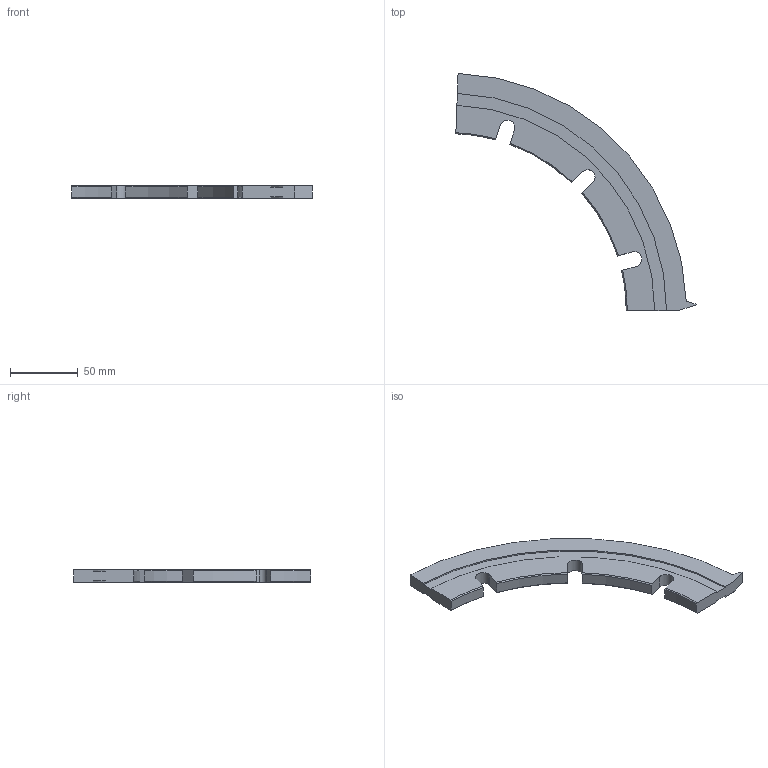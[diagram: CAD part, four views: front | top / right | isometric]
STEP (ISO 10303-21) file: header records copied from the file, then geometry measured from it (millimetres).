
FILE_DESCRIPTION (( 'STEP AP203' ), '1' );
FILE_NAME ('M5410.STEP', '2022-04-22T21:04:05', ( '' ), ( '' ), 'SwSTEP 2.0', 'SolidWorks 2020', '' );
FILE_SCHEMA (( 'CONFIG_CONTROL_DESIGN' ));
Length unit declared in the file: inch
Products named in the file (1): M5410
Bounding box: 176.94 x 174.51 x 9.49 mm (x, y, z)
Volume: 88663.4 mm3; surface area: 26856.7 mm2
Topology: 1 solids, 1 shells, 42 faces, 118 edges, 78 vertices
Faces by surface type: plane 18, cylinder 14, cone 8, torus 2
Entity records: 1460 total; most frequent: CARTESIAN_POINT 275, ORIENTED_EDGE 236, DIRECTION 235, EDGE_CURVE 118, AXIS2_PLACEMENT_3D 86, VERTEX_POINT 78, LINE 63, VECTOR 63
